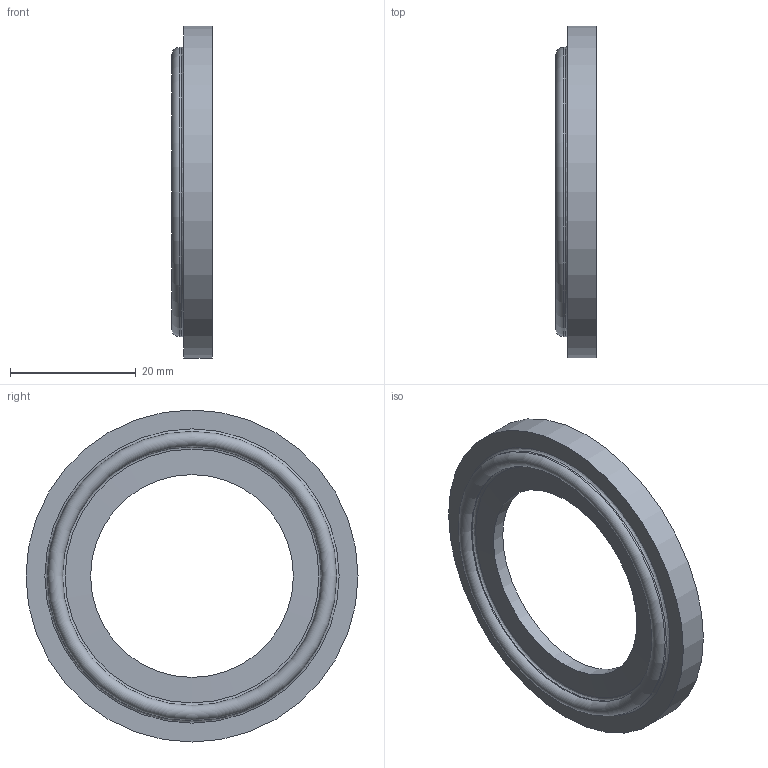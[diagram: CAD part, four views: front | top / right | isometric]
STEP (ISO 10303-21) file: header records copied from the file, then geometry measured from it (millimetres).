
FILE_DESCRIPTION((''),'2;1');
FILE_NAME('189000320X00.stp','2010-08-11T14:39:17',('thilbrands'),(''),'Autodesk Inventor 2008','Autodesk Inventor 2008','');
FILE_SCHEMA(('AUTOMOTIVE_DESIGN { 1 0 10303 214 1 1 1 1 }'));
Length unit declared in the file: millimetre
Products named in the file (1): 189000100100
Bounding box: 6.4 x 52.7 x 52.7 mm (x, y, z)
Volume: 4093.3 mm3; surface area: 4760.8 mm2
Topology: 1 solids, 1 shells, 18 faces, 33 edges, 18 vertices
Faces by surface type: cylinder 7, bspline 4, plane 3, cone 2, torus 2
Full cylindrical faces by diameter (mm): 32.2 x1, 41.1 x2, 45.9 x2, 50.5 x1, 52.7 x1
Entity records: 554 total; most frequent: CARTESIAN_POINT 231, DIRECTION 66, ORIENTED_EDGE 36, EDGE_LOOP 36, AXIS2_PLACEMENT_3D 33, VERTEX_POINT 18, CIRCLE 18, EDGE_CURVE 18
